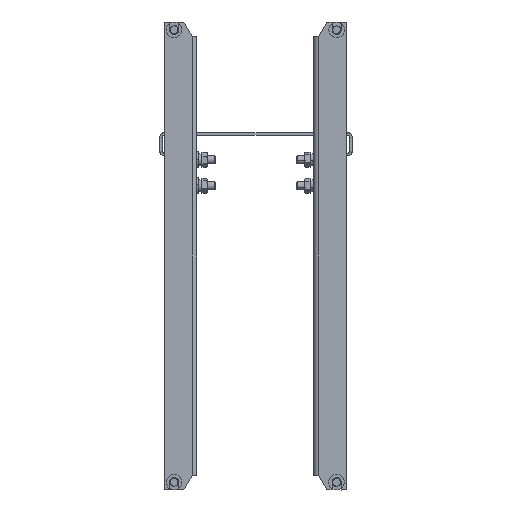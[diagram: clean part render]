
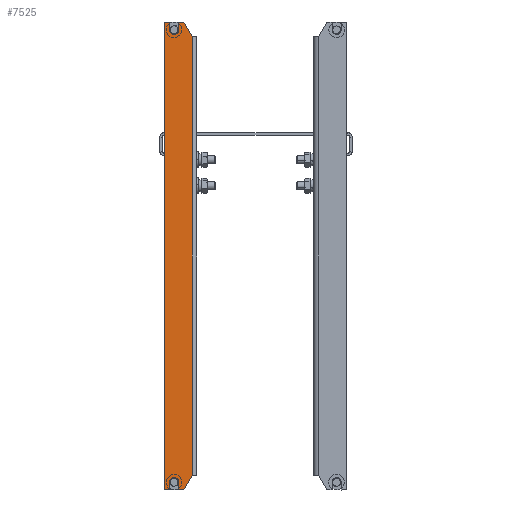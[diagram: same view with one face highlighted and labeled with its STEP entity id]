
A CAD part, left-side view. The second image highlights one B-rep face of the part: STEP entity #7525.
In plain terms, the highlighted face is planar.
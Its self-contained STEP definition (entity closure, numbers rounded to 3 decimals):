
#26 = LINE ( 'NONE', #8080, #5623 ) ;
#263 = VERTEX_POINT ( 'NONE', #7117 ) ;
#321 = ORIENTED_EDGE ( 'NONE', *, *, #8355, .T. ) ;
#391 = ORIENTED_EDGE ( 'NONE', *, *, #3799, .T. ) ;
#406 = EDGE_CURVE ( 'NONE', #5831, #10110, #26, .T. ) ;
#447 = LINE ( 'NONE', #3841, #9023 ) ;
#549 = DIRECTION ( 'NONE',  ( -1., 0., 0. ) ) ;
#608 = VECTOR ( 'NONE', #6847, 1000. ) ;
#611 = DIRECTION ( 'NONE',  ( 0., -1., 0. ) ) ;
#622 = EDGE_CURVE ( 'NONE', #5428, #263, #447, .T. ) ;
#707 = DIRECTION ( 'NONE',  ( 0., 1., 0. ) ) ;
#727 = LINE ( 'NONE', #3272, #8044 ) ;
#747 = VERTEX_POINT ( 'NONE', #10275 ) ;
#797 = CARTESIAN_POINT ( 'NONE',  ( 0., 0., -2. ) ) ;
#885 = VERTEX_POINT ( 'NONE', #8170 ) ;
#1099 = VERTEX_POINT ( 'NONE', #4212 ) ;
#1163 = VECTOR ( 'NONE', #2957, 1000. ) ;
#1170 = VECTOR ( 'NONE', #707, 1000. ) ;
#1176 = CARTESIAN_POINT ( 'NONE',  ( -180., -2.5, -2. ) ) ;
#1261 = ORIENTED_EDGE ( 'NONE', *, *, #7641, .T. ) ;
#1297 = VECTOR ( 'NONE', #611, 1000. ) ;
#1348 = LINE ( 'NONE', #2897, #1815 ) ;
#1475 = VERTEX_POINT ( 'NONE', #6490 ) ;
#1584 = DIRECTION ( 'NONE',  ( 0., 0., 1. ) ) ;
#1588 = EDGE_CURVE ( 'NONE', #3663, #6827, #9215, .T. ) ;
#1815 = VECTOR ( 'NONE', #7871, 1000. ) ;
#2026 = LINE ( 'NONE', #6071, #8639 ) ;
#2187 = EDGE_CURVE ( 'NONE', #5963, #1475, #5421, .T. ) ;
#2371 = DIRECTION ( 'NONE',  ( 0., 0., 1. ) ) ;
#2499 = VERTEX_POINT ( 'NONE', #8372 ) ;
#2738 = EDGE_CURVE ( 'NONE', #1099, #5831, #4648, .T. ) ;
#2897 = CARTESIAN_POINT ( 'NONE',  ( 180., 12.5, -2. ) ) ;
#2957 = DIRECTION ( 'NONE',  ( -1., 0., 0. ) ) ;
#3272 = CARTESIAN_POINT ( 'NONE',  ( 182., 1.5, -2. ) ) ;
#3466 = EDGE_CURVE ( 'NONE', #8995, #3925, #5057, .T. ) ;
#3663 = VERTEX_POINT ( 'NONE', #10441 ) ;
#3672 = ORIENTED_EDGE ( 'NONE', *, *, #622, .T. ) ;
#3799 = EDGE_CURVE ( 'NONE', #885, #2499, #8939, .T. ) ;
#3841 = CARTESIAN_POINT ( 'NONE',  ( 182., 8.5, -2. ) ) ;
#3916 = DIRECTION ( 'NONE',  ( 1., 0., 0. ) ) ;
#3925 = VERTEX_POINT ( 'NONE', #6947 ) ;
#3972 = DIRECTION ( 'NONE',  ( 1., 0., 0. ) ) ;
#3984 = ORIENTED_EDGE ( 'NONE', *, *, #6092, .T. ) ;
#4003 = CARTESIAN_POINT ( 'NONE',  ( -180., 12.5, -2. ) ) ;
#4212 = CARTESIAN_POINT ( 'NONE',  ( 180., 1.5, -2. ) ) ;
#4271 = DIRECTION ( 'NONE',  ( -1., 0., 0. ) ) ;
#4429 = DIRECTION ( 'NONE',  ( -0.866, 0.5, 0. ) ) ;
#4564 = ORIENTED_EDGE ( 'NONE', *, *, #9415, .T. ) ;
#4648 = LINE ( 'NONE', #7918, #1297 ) ;
#4783 = DIRECTION ( 'NONE',  ( 1., 0., 0. ) ) ;
#4905 = DIRECTION ( 'NONE',  ( 0., 0., 1. ) ) ;
#4930 = ORIENTED_EDGE ( 'NONE', *, *, #9016, .T. ) ;
#4942 = FACE_OUTER_BOUND ( 'NONE', #9589, .T. ) ;
#5057 = LINE ( 'NONE', #1176, #8257 ) ;
#5092 = CARTESIAN_POINT ( 'NONE',  ( 180., -2.5, -2. ) ) ;
#5145 = CARTESIAN_POINT ( 'NONE',  ( 0., 8.5, -2. ) ) ;
#5176 = ORIENTED_EDGE ( 'NONE', *, *, #1588, .T. ) ;
#5341 = CARTESIAN_POINT ( 'NONE',  ( 168.75, -9., -2. ) ) ;
#5421 = LINE ( 'NONE', #6285, #608 ) ;
#5428 = VERTEX_POINT ( 'NONE', #8244 ) ;
#5429 = ORIENTED_EDGE ( 'NONE', *, *, #6449, .T. ) ;
#5623 = VECTOR ( 'NONE', #6526, 1000. ) ;
#5831 = VERTEX_POINT ( 'NONE', #5092 ) ;
#5963 = VERTEX_POINT ( 'NONE', #8631 ) ;
#6006 = ORIENTED_EDGE ( 'NONE', *, *, #406, .T. ) ;
#6071 = CARTESIAN_POINT ( 'NONE',  ( -168.75, 12.5, -2. ) ) ;
#6092 = EDGE_CURVE ( 'NONE', #6201, #1099, #727, .T. ) ;
#6097 = ORIENTED_EDGE ( 'NONE', *, *, #7205, .F. ) ;
#6201 = VERTEX_POINT ( 'NONE', #7345 ) ;
#6285 = CARTESIAN_POINT ( 'NONE',  ( -180., 12.5, -2. ) ) ;
#6449 = EDGE_CURVE ( 'NONE', #747, #5428, #1348, .T. ) ;
#6490 = CARTESIAN_POINT ( 'NONE',  ( -180., 12.5, -2. ) ) ;
#6526 = DIRECTION ( 'NONE',  ( -0.866, -0.5, 0. ) ) ;
#6592 = CIRCLE ( 'NONE', #9844, 3.5 ) ;
#6624 = VECTOR ( 'NONE', #10127, 1000. ) ;
#6646 = CARTESIAN_POINT ( 'NONE',  ( 0., 1.5, -2. ) ) ;
#6827 = VERTEX_POINT ( 'NONE', #8443 ) ;
#6847 = DIRECTION ( 'NONE',  ( 0., 1., 0. ) ) ;
#6925 = AXIS2_PLACEMENT_3D ( 'NONE', #797, #1584, #4783 ) ;
#6929 = ORIENTED_EDGE ( 'NONE', *, *, #3466, .T. ) ;
#6947 = CARTESIAN_POINT ( 'NONE',  ( -180., -2.5, -2. ) ) ;
#7021 = LINE ( 'NONE', #5341, #1163 ) ;
#7025 = ORIENTED_EDGE ( 'NONE', *, *, #2738, .T. ) ;
#7110 = LINE ( 'NONE', #4003, #1170 ) ;
#7117 = CARTESIAN_POINT ( 'NONE',  ( 174., 8.5, -2. ) ) ;
#7205 = EDGE_CURVE ( 'NONE', #747, #1475, #2026, .T. ) ;
#7269 = CARTESIAN_POINT ( 'NONE',  ( 168.75, -9., -2. ) ) ;
#7345 = CARTESIAN_POINT ( 'NONE',  ( 174., 1.5, -2. ) ) ;
#7374 = DIRECTION ( 'NONE',  ( 1., 0., 0. ) ) ;
#7525 = ADVANCED_FACE ( 'NONE', ( #4942 ), #8913, .F. ) ;
#7545 = ORIENTED_EDGE ( 'NONE', *, *, #2187, .T. ) ;
#7621 = ORIENTED_EDGE ( 'NONE', *, *, #10002, .T. ) ;
#7630 = AXIS2_PLACEMENT_3D ( 'NONE', #8550, #9294, #9349 ) ;
#7641 = EDGE_CURVE ( 'NONE', #2499, #5963, #10141, .T. ) ;
#7871 = DIRECTION ( 'NONE',  ( 0., -1., 0. ) ) ;
#7918 = CARTESIAN_POINT ( 'NONE',  ( 180., 12.5, -2. ) ) ;
#8044 = VECTOR ( 'NONE', #3972, 1000. ) ;
#8080 = CARTESIAN_POINT ( 'NONE',  ( 180., -2.5, -2. ) ) ;
#8170 = CARTESIAN_POINT ( 'NONE',  ( -170.5, 5., -2. ) ) ;
#8244 = CARTESIAN_POINT ( 'NONE',  ( 180., 8.5, -2. ) ) ;
#8257 = VECTOR ( 'NONE', #4429, 1000. ) ;
#8355 = EDGE_CURVE ( 'NONE', #6827, #885, #6592, .T. ) ;
#8372 = CARTESIAN_POINT ( 'NONE',  ( -174., 8.5, -2. ) ) ;
#8443 = CARTESIAN_POINT ( 'NONE',  ( -174., 1.5, -2. ) ) ;
#8495 = CARTESIAN_POINT ( 'NONE',  ( -168.75, -9., -2. ) ) ;
#8550 = CARTESIAN_POINT ( 'NONE',  ( 174., 5., -2. ) ) ;
#8631 = CARTESIAN_POINT ( 'NONE',  ( -180., 8.5, -2. ) ) ;
#8639 = VECTOR ( 'NONE', #4271, 1000. ) ;
#8832 = CIRCLE ( 'NONE', #7630, 3.5 ) ;
#8913 = PLANE ( 'NONE',  #6925 ) ;
#8939 = CIRCLE ( 'NONE', #9449, 3.5 ) ;
#8991 = CARTESIAN_POINT ( 'NONE',  ( -174., 5., -2. ) ) ;
#8995 = VERTEX_POINT ( 'NONE', #8495 ) ;
#9016 = EDGE_CURVE ( 'NONE', #263, #6201, #8832, .T. ) ;
#9023 = VECTOR ( 'NONE', #549, 1000. ) ;
#9035 = CARTESIAN_POINT ( 'NONE',  ( -174., 5., -2. ) ) ;
#9119 = DIRECTION ( 'NONE',  ( -1., 0., 0. ) ) ;
#9215 = LINE ( 'NONE', #6646, #6624 ) ;
#9294 = DIRECTION ( 'NONE',  ( 0., 0., 1. ) ) ;
#9349 = DIRECTION ( 'NONE',  ( -1., 0., 0. ) ) ;
#9415 = EDGE_CURVE ( 'NONE', #10110, #8995, #7021, .T. ) ;
#9449 = AXIS2_PLACEMENT_3D ( 'NONE', #9035, #4905, #7374 ) ;
#9589 = EDGE_LOOP ( 'NONE', ( #3672, #4930, #3984, #7025, #6006, #4564, #6929, #7621, #5176, #321, #391, #1261, #7545, #6097, #5429 ) ) ;
#9844 = AXIS2_PLACEMENT_3D ( 'NONE', #8991, #2371, #3916 ) ;
#10002 = EDGE_CURVE ( 'NONE', #3925, #3663, #7110, .T. ) ;
#10110 = VERTEX_POINT ( 'NONE', #7269 ) ;
#10127 = DIRECTION ( 'NONE',  ( 1., 0., 0. ) ) ;
#10141 = LINE ( 'NONE', #5145, #10357 ) ;
#10275 = CARTESIAN_POINT ( 'NONE',  ( 180., 12.5, -2. ) ) ;
#10357 = VECTOR ( 'NONE', #9119, 1000. ) ;
#10441 = CARTESIAN_POINT ( 'NONE',  ( -180., 1.5, -2. ) ) ;
